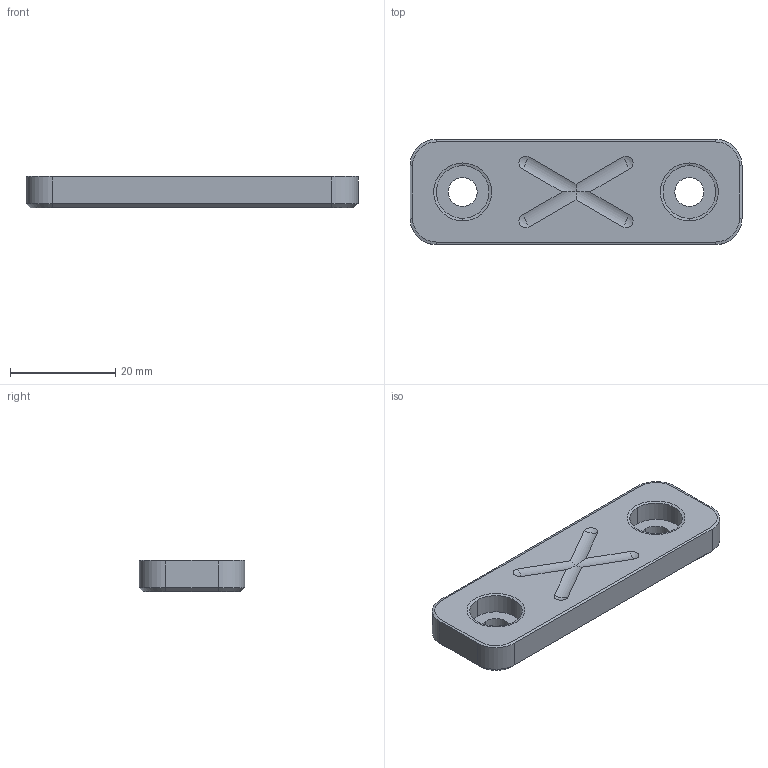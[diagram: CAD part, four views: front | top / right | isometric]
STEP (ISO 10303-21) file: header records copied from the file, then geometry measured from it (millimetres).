
FILE_DESCRIPTION(('STEP AP214'),'1');
FILE_NAME('cctmp_6B3447CC-C84A-4BDE-8029-025AFC44E015_2023_07_25_16_20_02_0858_84484..stp','2023-07-25T14:20:02',('Meusburger Georg GmbH & Co KG'),('CADClick - www.CADClick.com'),'Spatial InterOp 3D',' ','unknown authorization');
FILE_SCHEMA(('AUTOMOTIVE_DESIGN'));
Length unit declared in the file: millimetre
Products named in the file (1): E 3174_20_6_63
Bounding box: 63 x 20 x 6 mm (x, y, z)
Volume: 6637.9 mm3; surface area: 3548.1 mm2
Topology: 1 solids, 1 shells, 48 faces, 116 edges, 69 vertices
Faces by surface type: cylinder 16, plane 16, cone 12, sphere 4
Entity records: 1785 total; most frequent: DIRECTION 254, CARTESIAN_POINT 242, ORIENTED_EDGE 224, EDGE_CURVE 112, AXIS2_PLACEMENT_3D 97, VERTEX_POINT 69, LINE 60, VECTOR 60
